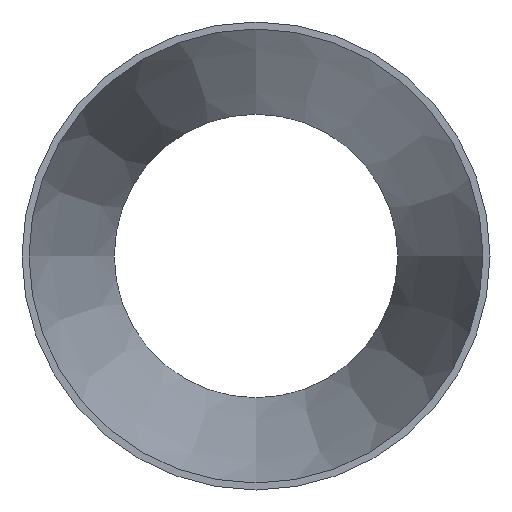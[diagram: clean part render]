
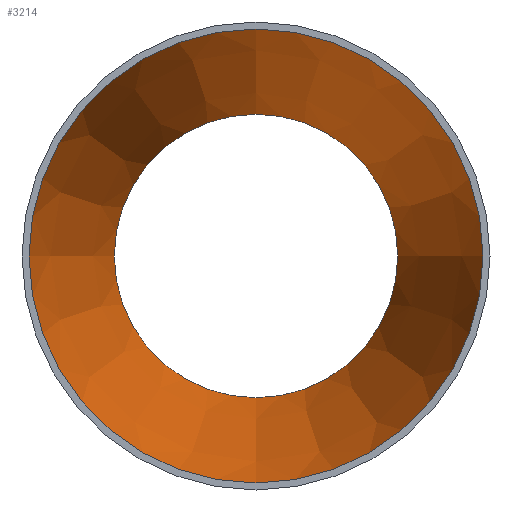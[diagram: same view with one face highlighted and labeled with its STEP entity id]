
A CAD part, front view. The second image highlights one B-rep face of the part: STEP entity #3214.
In plain terms, the highlighted conical face has half-angle 13.859 degrees and reference radius 99.91 mm.
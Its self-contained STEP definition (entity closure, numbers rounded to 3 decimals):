
#163 = AXIS2_PLACEMENT_3D ( 'NONE', #22843, #9950, #20290 ) ;
#517 = ORIENTED_EDGE ( 'NONE', *, *, #19538, .T. ) ;
#1415 = EDGE_LOOP ( 'NONE', ( #517 ) ) ;
#3214 = ADVANCED_FACE ( 'NONE', ( #8923, #9265 ), #14774, .F. ) ;
#3639 = CARTESIAN_POINT ( 'NONE',  ( 0., 0., -99.91 ) ) ;
#5200 = AXIS2_PLACEMENT_3D ( 'NONE', #5284, #22784, #25827 ) ;
#5284 = CARTESIAN_POINT ( 'NONE',  ( 0., 0., 0. ) ) ;
#8886 = CARTESIAN_POINT ( 'NONE',  ( 0., 152., -62.41 ) ) ;
#8923 = FACE_BOUND ( 'NONE', #32442, .T. ) ;
#9265 = FACE_OUTER_BOUND ( 'NONE', #1415, .T. ) ;
#9950 = DIRECTION ( 'NONE',  ( 0., -1., 0. ) ) ;
#10959 = CIRCLE ( 'NONE', #29917, 62.41 ) ;
#11622 = VERTEX_POINT ( 'NONE', #8886 ) ;
#14168 = VERTEX_POINT ( 'NONE', #3639 ) ;
#14774 = CONICAL_SURFACE ( 'NONE', #163, 99.91, 0.242 ) ;
#17183 = DIRECTION ( 'NONE',  ( 0., -1., 0. ) ) ;
#18776 = CIRCLE ( 'NONE', #5200, 99.91 ) ;
#19538 = EDGE_CURVE ( 'NONE', #14168, #14168, #18776, .T. ) ;
#20290 = DIRECTION ( 'NONE',  ( 0., 0., -1. ) ) ;
#22433 = CARTESIAN_POINT ( 'NONE',  ( 0., 152., 0. ) ) ;
#22784 = DIRECTION ( 'NONE',  ( 0., -1., 0. ) ) ;
#22843 = CARTESIAN_POINT ( 'NONE',  ( 0., 0., 0. ) ) ;
#25172 = ORIENTED_EDGE ( 'NONE', *, *, #33095, .F. ) ;
#25827 = DIRECTION ( 'NONE',  ( 0., 0., -1. ) ) ;
#27522 = DIRECTION ( 'NONE',  ( 0., 0., -1. ) ) ;
#29917 = AXIS2_PLACEMENT_3D ( 'NONE', #22433, #17183, #27522 ) ;
#32442 = EDGE_LOOP ( 'NONE', ( #25172 ) ) ;
#33095 = EDGE_CURVE ( 'NONE', #11622, #11622, #10959, .T. ) ;
